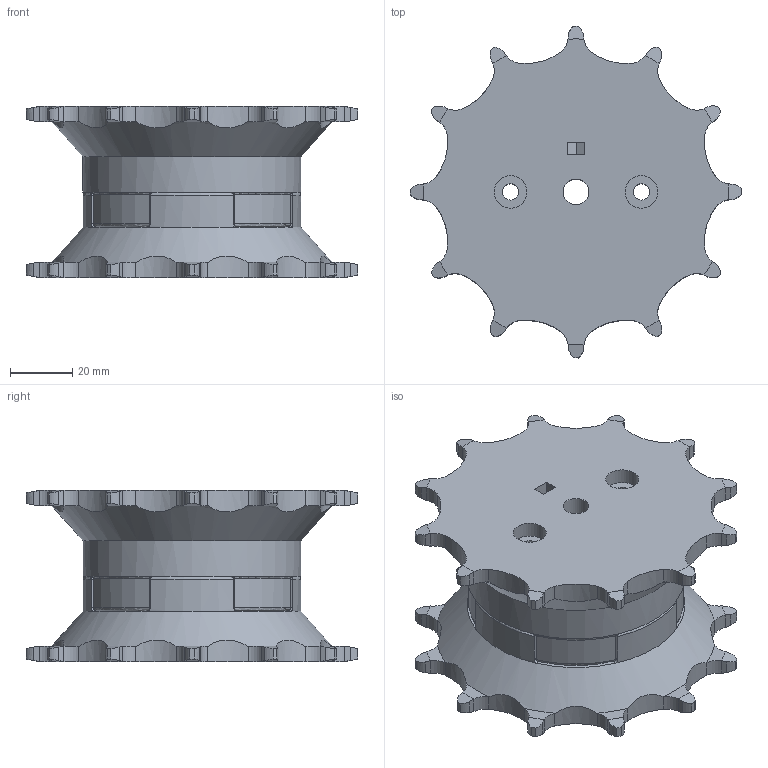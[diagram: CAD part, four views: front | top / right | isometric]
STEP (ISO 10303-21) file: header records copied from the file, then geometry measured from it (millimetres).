
FILE_DESCRIPTION(/* description */ (''),/* implementation_level */ '2;1');
FILE_NAME(/* name */ 'Drive Sprocket.step',/* time_stamp */ '2025-08-08T09:14:07+10:00',/* author */ (''),/* organization */ (''),/* preprocessor_version */ 'ST-DEVELOPER v20.1',/* originating_system */ 'Autodesk Translation Framework v14.10.0.0',/* authorisation */ '');
FILE_SCHEMA (('AUTOMOTIVE_DESIGN { 1 0 10303 214 3 1 1 }'));
Length unit declared in the file: millimetre
Products named in the file (2): Drive Sprocket v5; Sprocket Base v1
Assembly tree (1 placements, depth 2):
  Drive Sprocket v5
    Sprocket Base v1
Bounding box: 106.51 x 106.51 x 55 mm (x, y, z)
Volume: 257114.5 mm3; surface area: 46495.2 mm2
Topology: 2 solids, 2 shells, 429 faces, 1188 edges, 771 vertices
Faces by surface type: cylinder 183, plane 164, cone 50, torus 32
Full cylindrical faces by diameter (mm): 3.25 x4, 5.25 x4, 6 x2, 8.25 x2, 10.5 x2, 70 x1
Entity records: 15036 total; most frequent: CARTESIAN_POINT 4486, ORIENTED_EDGE 2376, DIRECTION 2061, EDGE_CURVE 1188, AXIS2_PLACEMENT_3D 782, VERTEX_POINT 771, LINE 497, VECTOR 497
